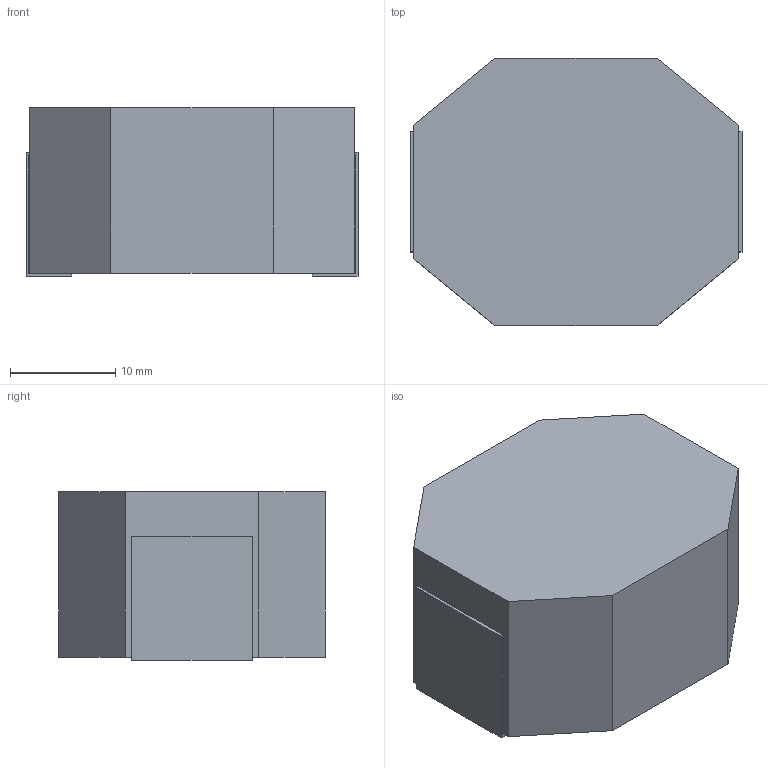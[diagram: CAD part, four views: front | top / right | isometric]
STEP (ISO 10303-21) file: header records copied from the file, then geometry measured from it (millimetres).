
FILE_DESCRIPTION(('STEP AP214'),'1');
FILE_NAME('IND_PM2110','2019-04-09T11:58:18',(''),(''),'','','');
FILE_SCHEMA(('AUTOMOTIVE_DESIGN'));
Length unit declared in the file: millimetre
Products named in the file (1): product
Bounding box: 31.6 x 25.4 x 16.05 mm (x, y, z)
Surface area: 3654.6 mm2 (no closed solid volume)
Topology: 0 solids, 30 shells, 30 faces, 144 edges, 144 vertices
Faces by surface type: plane 30
Entity records: 1625 total; most frequent: CARTESIAN_POINT 319, VERTEX_POINT 288, DIRECTION 206, ORIENTED_EDGE 144, EDGE_CURVE 144, LINE 144, VECTOR 144, AXIS2_PLACEMENT_3D 31
